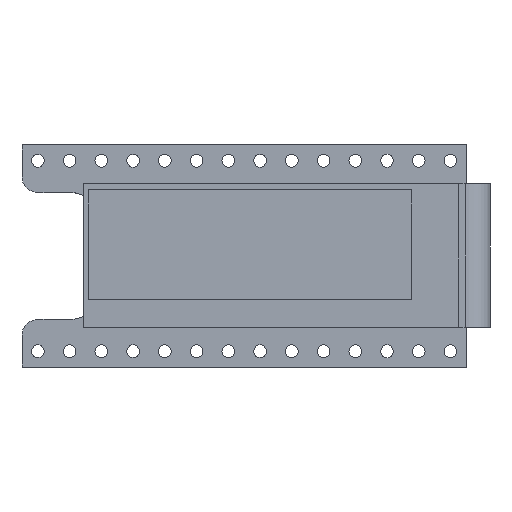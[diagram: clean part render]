
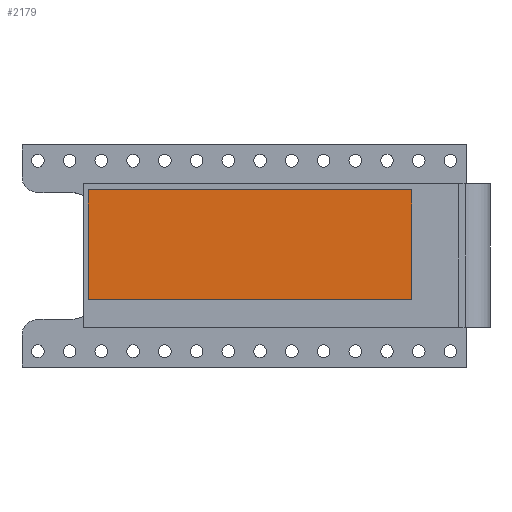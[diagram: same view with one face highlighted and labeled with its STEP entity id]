
A CAD part, top view. The second image highlights one B-rep face of the part: STEP entity #2179.
In plain terms, the highlighted planar face has unit normal (0, 0, 1).
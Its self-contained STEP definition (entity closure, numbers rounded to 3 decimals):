
#2050 = VERTEX_POINT('',#2051);
#2051 = CARTESIAN_POINT('',(0.35,2.2,1.4));
#2066 = VERTEX_POINT('',#2067);
#2067 = CARTESIAN_POINT('',(0.35,11.,1.4));
#2073 = EDGE_CURVE('',#2050,#2066,#2074,.T.);
#2074 = LINE('',#2075,#2076);
#2075 = CARTESIAN_POINT('',(0.35,2.2,1.4));
#2076 = VECTOR('',#2077,1.);
#2077 = DIRECTION('',(0.,1.,0.));
#2090 = VERTEX_POINT('',#2091);
#2091 = CARTESIAN_POINT('',(26.25,2.2,1.4));
#2106 = VERTEX_POINT('',#2107);
#2107 = CARTESIAN_POINT('',(26.25,11.,1.4));
#2113 = EDGE_CURVE('',#2090,#2106,#2114,.T.);
#2114 = LINE('',#2115,#2116);
#2115 = CARTESIAN_POINT('',(26.25,2.2,1.4));
#2116 = VECTOR('',#2117,1.);
#2117 = DIRECTION('',(0.,1.,0.));
#2134 = EDGE_CURVE('',#2050,#2090,#2135,.T.);
#2135 = LINE('',#2136,#2137);
#2136 = CARTESIAN_POINT('',(0.35,2.2,1.4));
#2137 = VECTOR('',#2138,1.);
#2138 = DIRECTION('',(1.,0.,0.));
#2156 = EDGE_CURVE('',#2066,#2106,#2157,.T.);
#2157 = LINE('',#2158,#2159);
#2158 = CARTESIAN_POINT('',(0.35,11.,1.4));
#2159 = VECTOR('',#2160,1.);
#2160 = DIRECTION('',(1.,0.,0.));
#2179 = ADVANCED_FACE('',(#2180),#2186,.T.);
#2180 = FACE_BOUND('',#2181,.T.);
#2181 = EDGE_LOOP('',(#2182,#2183,#2184,#2185));
#2182 = ORIENTED_EDGE('',*,*,#2073,.F.);
#2183 = ORIENTED_EDGE('',*,*,#2134,.T.);
#2184 = ORIENTED_EDGE('',*,*,#2113,.T.);
#2185 = ORIENTED_EDGE('',*,*,#2156,.F.);
#2186 = PLANE('',#2187);
#2187 = AXIS2_PLACEMENT_3D('',#2188,#2189,#2190);
#2188 = CARTESIAN_POINT('',(0.35,2.2,1.4));
#2189 = DIRECTION('',(0.,0.,1.));
#2190 = DIRECTION('',(1.,0.,0.));
